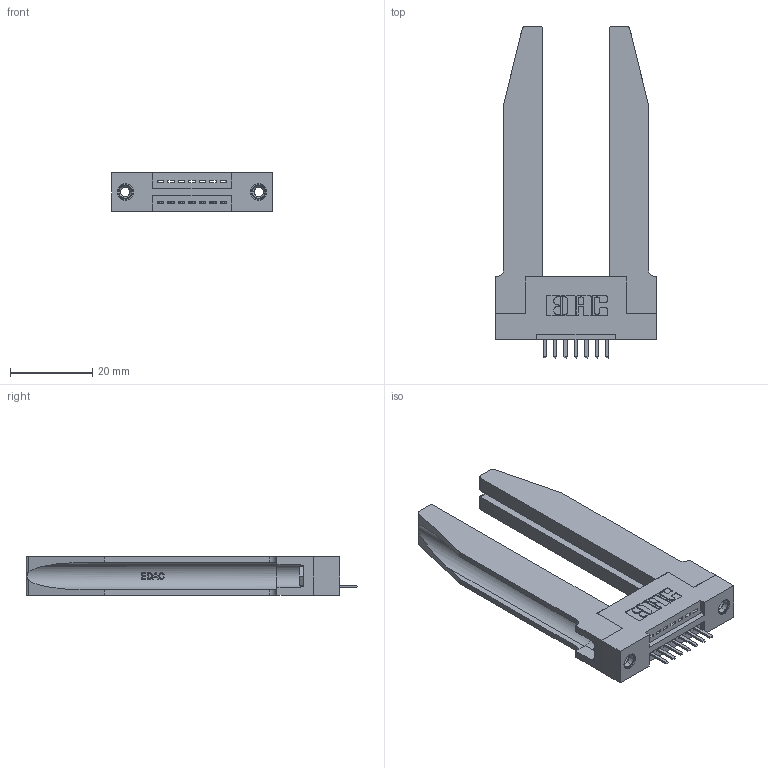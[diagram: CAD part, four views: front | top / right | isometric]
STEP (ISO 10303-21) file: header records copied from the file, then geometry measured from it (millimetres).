
FILE_DESCRIPTION (( 'STEP AP203' ), '1' );
FILE_NAME ('395-007-520-178.STEP', '2019-10-15T16:34:06', ( '' ), ( '' ), 'SwSTEP 2.0', 'SolidWorks 2016', '' );
FILE_SCHEMA (( 'CONFIG_CONTROL_DESIGN' ));
Length unit declared in the file: inch
Products named in the file (5): 345 Part_Flush Mounting Lugs - 0.156 Dia-TH; 345-220-078_345-220-078; 345-292-001_345-293-120; 395-007-520-178; 345-250-001_345-250-001-102
Assembly tree (12 placements, depth 2):
  395-007-520-178
    345 Part_Flush Mounting Lugs - 0.156 Dia-TH
    345-292-001_345-293-120  x7
    345-250-001_345-250-001-102  x2
    345-220-078_345-220-078  x2
Bounding box: 39.01 x 80.64 x 9.4 mm (x, y, z)
Volume: 11169.3 mm3; surface area: 10820.7 mm2
Topology: 12 solids, 12 shells, 794 faces, 2237 edges, 1462 vertices
Faces by surface type: plane 516, cylinder 226, bspline 36, cone 12, torus 4
Entity records: 14834 total; most frequent: CARTESIAN_POINT 3480, ORIENTED_EDGE 2306, DIRECTION 2085, EDGE_CURVE 1153, VECTOR 895, LINE 895, VERTEX_POINT 760, AXIS2_PLACEMENT_3D 595
